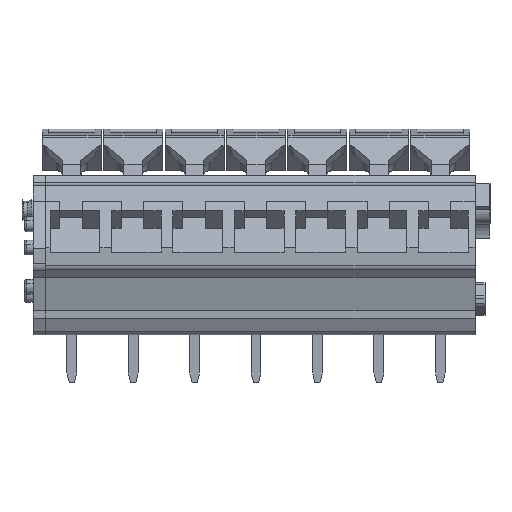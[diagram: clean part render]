
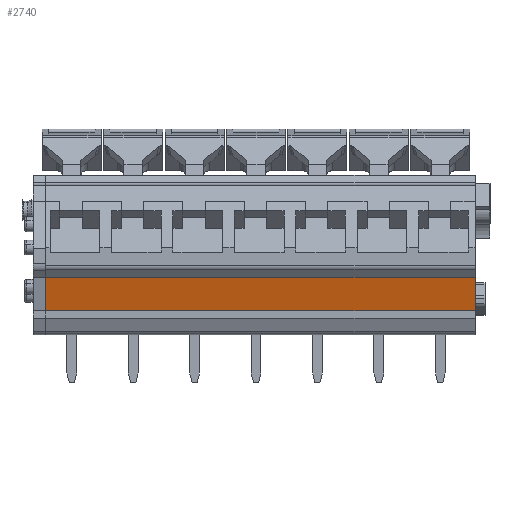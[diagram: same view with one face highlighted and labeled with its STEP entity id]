
A CAD part, front view. The second image highlights one B-rep face of the part: STEP entity #2740.
In plain terms, the highlighted planar face has unit normal (0, -0.966, -0.259).
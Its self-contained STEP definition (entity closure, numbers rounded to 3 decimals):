
#2727=AXIS2_PLACEMENT_3D('Plane Axis2P3D',#2724,#2725,#2726) ;
#679=CARTESIAN_POINT('Vertex',(1.9,1.37,5.863)) ;
#682=CARTESIAN_POINT('Line Origine',(1.9,1.002,7.238)) ;
#686=CARTESIAN_POINT('Vertex',(1.9,0.634,8.613)) ;
#1130=CARTESIAN_POINT('Vertex',(36.9,0.634,8.613)) ;
#1133=CARTESIAN_POINT('Line Origine',(36.9,1.002,7.238)) ;
#1137=CARTESIAN_POINT('Vertex',(36.9,1.37,5.863)) ;
#2711=CARTESIAN_POINT('Line Origine',(19.4,1.37,5.863)) ;
#2724=CARTESIAN_POINT('Axis2P3D Location',(4.05,1.37,5.863)) ;
#2729=CARTESIAN_POINT('Line Origine',(19.4,0.634,8.613)) ;
#683=DIRECTION('Vector Direction',(0.,-0.259,0.966)) ;
#1134=DIRECTION('Vector Direction',(0.,-0.259,0.966)) ;
#2712=DIRECTION('Vector Direction',(-1.,0.,0.)) ;
#2725=DIRECTION('Axis2P3D Direction',(0.,-0.966,-0.259)) ;
#2726=DIRECTION('Axis2P3D XDirection',(0.,-0.259,0.966)) ;
#2730=DIRECTION('Vector Direction',(-1.,0.,0.)) ;
#684=VECTOR('Line Direction',#683,1.) ;
#1135=VECTOR('Line Direction',#1134,1.) ;
#2713=VECTOR('Line Direction',#2712,1.) ;
#2731=VECTOR('Line Direction',#2730,1.) ;
#2735=ORIENTED_EDGE('',*,*,#2715,.F.) ;
#2736=ORIENTED_EDGE('',*,*,#1139,.T.) ;
#2737=ORIENTED_EDGE('',*,*,#2733,.T.) ;
#2738=ORIENTED_EDGE('',*,*,#688,.F.) ;
#2740=ADVANCED_FACE('Housing\\LMZF500-housing',(#2739),#2728,.T.) ;
#688=EDGE_CURVE('',#680,#687,#685,.T.) ;
#1139=EDGE_CURVE('',#1138,#1131,#1136,.T.) ;
#2715=EDGE_CURVE('',#1138,#680,#2714,.T.) ;
#2733=EDGE_CURVE('',#1131,#687,#2732,.T.) ;
#2734=EDGE_LOOP('',(#2735,#2736,#2737,#2738)) ;
#2739=FACE_OUTER_BOUND('',#2734,.T.) ;
#685=LINE('Line',#682,#684) ;
#1136=LINE('Line',#1133,#1135) ;
#2714=LINE('Line',#2711,#2713) ;
#2732=LINE('Line',#2729,#2731) ;
#2728=PLANE('',#2727) ;
#680=VERTEX_POINT('',#679) ;
#687=VERTEX_POINT('',#686) ;
#1131=VERTEX_POINT('',#1130) ;
#1138=VERTEX_POINT('',#1137) ;
